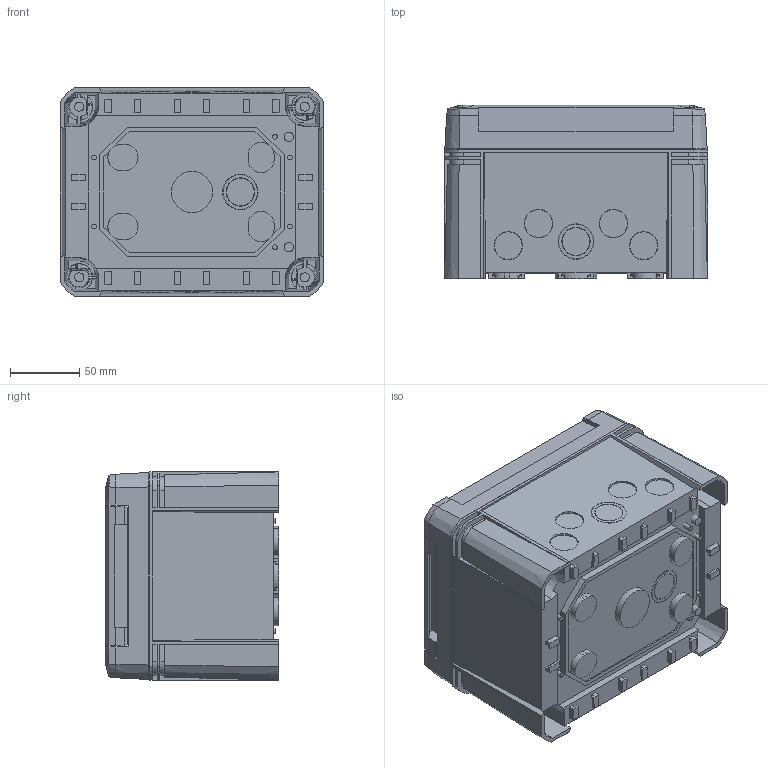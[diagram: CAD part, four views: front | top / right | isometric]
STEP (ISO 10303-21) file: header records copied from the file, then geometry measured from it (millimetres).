
FILE_DESCRIPTION (( 'STEP AP214' ), '1' );
FILE_NAME ('2008804.stp', '2021-10-19T10:52:40', ( '' ), ( '' ), 'SwSTEP 2.0', 'SolidWorks 2020', '' );
FILE_SCHEMA (( 'AUTOMOTIVE_DESIGN' ));
Length unit declared in the file: millimetre
Products named in the file (25): 035739_Standard; 037243_38800442gelbgr］; 076708_S916BC-Ab”-SDB-5E; ED910-25_S-Serie; 037240_gelbgr］ 38800442; P_0000008921_1_Standard; 037059_Standard; 017982_Standard; 092860_S916-quer; P_0000008922_1_Standard; 052770_Standard; 087700_Standard; 2008804; 018602_ISO 7049 - 3,5 x 9,5 F-Z; ED170-04-02_Standard; 052771_052771-5Einheiten; 092861_S-916; ED910-20_S-Serie; 091320_Mittel, links; 037240_blau 38800444; 091280_Standard; 037243_38800444 blau; 091320_Mittel, rechts; 103020_5 Teilungseinheiten
Assembly tree (47 placements, depth 4):
  2008804
    076708_S916BC-Ab”-SDB-5E
    103020_5 Teilungseinheiten
      052771_052771-5Einheiten
      052770_Standard
      P_0000008921_1_Standard
      P_0000008922_1_Standard
    087700_Standard  x4
    091320_Mittel, rechts
    091320_Mittel, links
    092860_S916-quer
    091280_Standard  x2
    092861_S-916
    037243_38800442gelbgr］
      037059_Standard
        035739_Standard
        017982_Standard  x4
      037240_gelbgr］ 38800442
    037243_38800444 blau
      037059_Standard
        035739_Standard
        017982_Standard  x4
      037240_blau 38800444
    018602_ISO 7049 - 3,5 x 9,5 F-Z  x6
    ED910-20_S-Serie  x4
    ED910-25_S-Serie
    ED170-04-02_Standard  x4
Bounding box: 190.5 x 125.42 x 150.9 mm (x, y, z)
Volume: 664059.6 mm3; surface area: 523938.5 mm2
Topology: 42 solids, 42 shells, 2019 faces, 5126 edges, 3262 vertices
Faces by surface type: plane 1266, cylinder 306, cone 285, torus 136, bspline 20, sphere 6
Full cylindrical faces by diameter (mm): 3.5 x6, 4 x2, 4.2 x8, 5 x12, 5.2 x2, 5.4 x2, 5.5 x8, 5.8 x8, 5.815 x8, 6.5 x4, 6.9 x6, 8 x5, 11.3 x4, 13 x5, 15.6 x4, 15.7 x4, 18 x5, 19.922 x4, 20 x11, 20.3 x4, 20.58 x11, 21.9 x4, 23 x1, 23.2 x1, 24 x1, 24.8 x4, 24.9 x1, 25 x3, 25.3 x1, 25.58 x3
Entity records: 51714 total; most frequent: CARTESIAN_POINT 11232, ORIENTED_EDGE 8166, DIRECTION 8122, EDGE_CURVE 4083, AXIS2_PLACEMENT_3D 2719, VECTOR 2684, VERTEX_POINT 2684, LINE 2684
